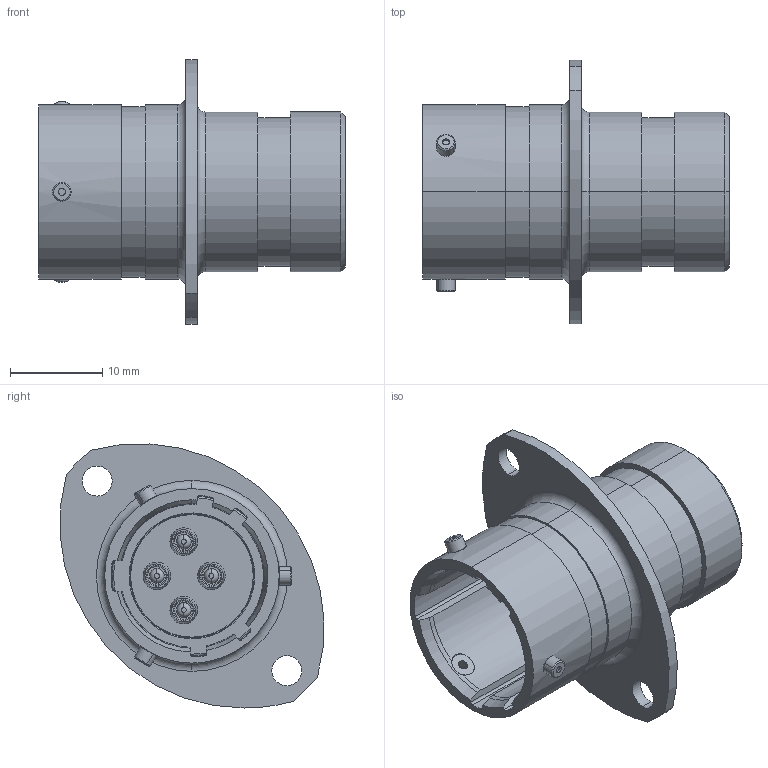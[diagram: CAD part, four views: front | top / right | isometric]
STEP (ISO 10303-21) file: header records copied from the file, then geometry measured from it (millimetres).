
FILE_DESCRIPTION (( 'STEP AP214' ), '1' );
FILE_NAME ('AS012-04PN.STEP', '2014-11-03T13:43:54', ( 'TE Connectivity' ), ( 'TE Connectivity' ), 'SwSTEP 2.0', 'SolidWorks 2014', '' );
FILE_SCHEMA (( 'AUTOMOTIVE_DESIGN' ));
Length unit declared in the file: millimetre
Products named in the file (1): AS012-04PN
Bounding box: 33.31 x 28.61 x 28.66 mm (x, y, z)
Volume: 5591 mm3; surface area: 7602.9 mm2
Topology: 14 solids, 14 shells, 401 faces, 878 edges, 531 vertices
Faces by surface type: cylinder 164, torus 96, plane 75, cone 52, sphere 14
Entity records: 15935 total; most frequent: DIRECTION 2227, CARTESIAN_POINT 2089, ORIENTED_EDGE 1744, AXIS2_PLACEMENT_3D 993, EDGE_CURVE 872, CIRCLE 591, VERTEX_POINT 531, EDGE_LOOP 473
